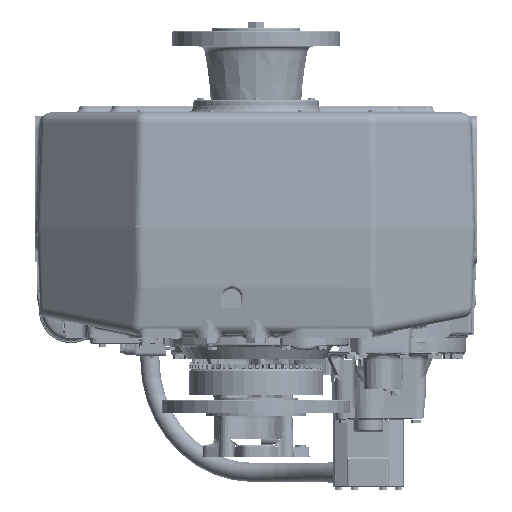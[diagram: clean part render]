
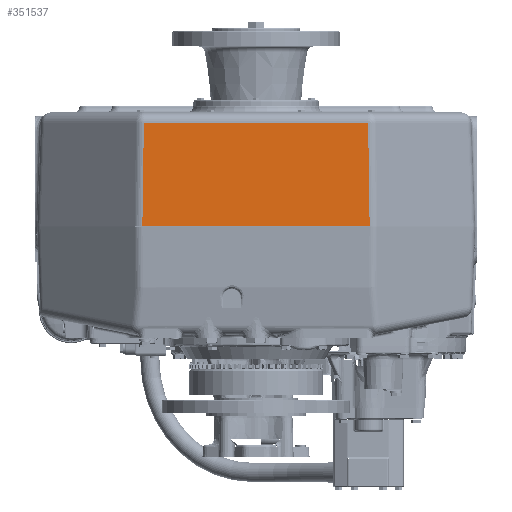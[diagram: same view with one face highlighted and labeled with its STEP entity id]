
A CAD part, front view. The second image highlights one B-rep face of the part: STEP entity #351537.
In plain terms, the highlighted planar face has unit normal (0, -0.999, 0.035).
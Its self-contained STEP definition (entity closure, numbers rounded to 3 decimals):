
#566 = CARTESIAN_POINT ( 'NONE',  ( 225.846, -609.886, 224.263 ) ) ;
#567 = DIRECTION ( 'NONE',  ( -0.014, 0.035, 0.999 ) ) ;
#645 = CARTESIAN_POINT ( 'NONE',  ( 0., -602.814, 426.768 ) ) ;
#663 = DIRECTION ( 'NONE',  ( -1., 0., 0. ) ) ;
#12642 = CARTESIAN_POINT ( 'NONE',  ( 0., -610., 221. ) ) ;
#12644 = PLANE ( 'NONE',  #200237 ) ;
#12661 = DIRECTION ( 'NONE',  ( 0., -0.999, 0.035 ) ) ;
#12662 = DIRECTION ( 'NONE',  ( 0., -0.035, -0.999 ) ) ;
#25247 = EDGE_LOOP ( 'NONE', ( #357225, #357227, #357230, #357233 ) ) ;
#34971 = VERTEX_POINT ( 'NONE', #251664 ) ;
#34972 = VERTEX_POINT ( 'NONE', #251665 ) ;
#34975 = VERTEX_POINT ( 'NONE', #251667 ) ;
#89448 = FACE_OUTER_BOUND ( 'NONE', #25247, .T. ) ;
#93275 = CARTESIAN_POINT ( 'NONE',  ( 0., -609.973, 221.768 ) ) ;
#93276 = DIRECTION ( 'NONE',  ( 1., 0., 0. ) ) ;
#93281 = CARTESIAN_POINT ( 'NONE',  ( -225.846, -609.886, 224.263 ) ) ;
#93287 = DIRECTION ( 'NONE',  ( -0.014, -0.035, -0.999 ) ) ;
#116101 = CARTESIAN_POINT ( 'NONE',  ( -225.882, -609.973, 221.768 ) ) ;
#151929 = EDGE_CURVE ( 'NONE', #339596, #34971, #368472, .T. ) ;
#151952 = EDGE_CURVE ( 'NONE', #34975, #339596, #368486, .T. ) ;
#191143 = VECTOR ( 'NONE', #663, 1000. ) ;
#191148 = LINE ( 'NONE', #566, #191150 ) ;
#191150 = VECTOR ( 'NONE', #567, 1000. ) ;
#191230 = LINE ( 'NONE', #645, #191143 ) ;
#200237 = AXIS2_PLACEMENT_3D ( 'NONE', #12642, #12661, #12662 ) ;
#251664 = CARTESIAN_POINT ( 'NONE',  ( 225.882, -609.973, 221.768 ) ) ;
#251665 = CARTESIAN_POINT ( 'NONE',  ( 222.916, -602.814, 426.768 ) ) ;
#251667 = CARTESIAN_POINT ( 'NONE',  ( -222.916, -602.814, 426.768 ) ) ;
#335245 = EDGE_CURVE ( 'NONE', #34971, #34972, #191148, .T. ) ;
#335258 = EDGE_CURVE ( 'NONE', #34972, #34975, #191230, .T. ) ;
#339596 = VERTEX_POINT ( 'NONE', #116101 ) ;
#351537 = ADVANCED_FACE ( 'NONE', ( #89448 ), #12644, .T. ) ;
#357225 = ORIENTED_EDGE ( 'NONE', *, *, #151952, .T. ) ;
#357227 = ORIENTED_EDGE ( 'NONE', *, *, #151929, .T. ) ;
#357230 = ORIENTED_EDGE ( 'NONE', *, *, #335245, .T. ) ;
#357233 = ORIENTED_EDGE ( 'NONE', *, *, #335258, .T. ) ;
#368472 = LINE ( 'NONE', #93275, #368474 ) ;
#368474 = VECTOR ( 'NONE', #93276, 1000. ) ;
#368486 = LINE ( 'NONE', #93281, #368502 ) ;
#368502 = VECTOR ( 'NONE', #93287, 1000. ) ;
